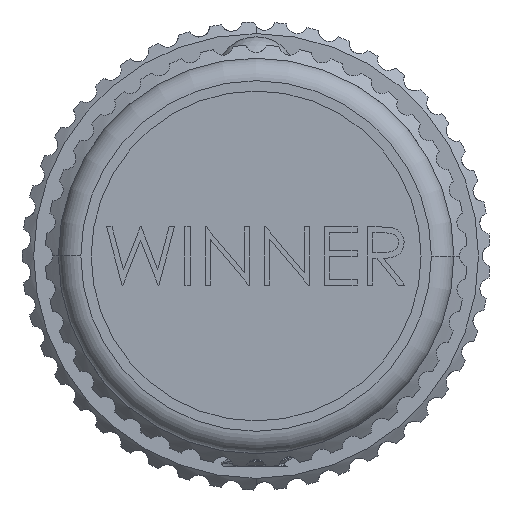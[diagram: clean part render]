
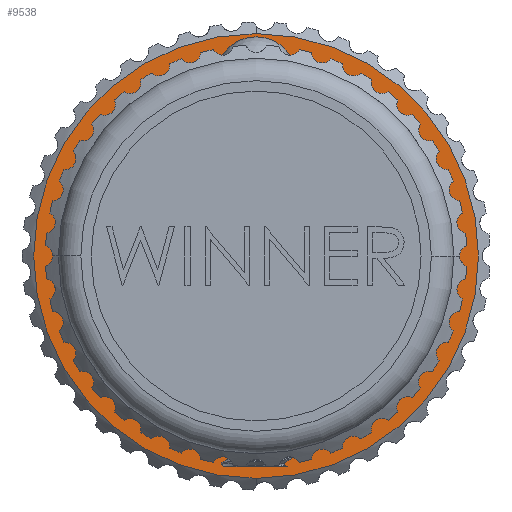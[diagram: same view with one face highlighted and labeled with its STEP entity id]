
A CAD part, left-side view. The second image highlights one B-rep face of the part: STEP entity #9538.
In plain terms, the highlighted planar face has unit normal (-1, 0, 0).
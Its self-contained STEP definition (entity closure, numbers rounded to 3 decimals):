
#300 = FACE_BOUND ( 'NONE', #25084, .T. ) ;
#660 = CIRCLE ( 'NONE', #23815, 15.3 ) ;
#717 = DIRECTION ( 'NONE',  ( -1., 0., 0. ) ) ;
#731 = EDGE_CURVE ( 'NONE', #20800, #996, #660, .T. ) ;
#996 = VERTEX_POINT ( 'NONE', #25984 ) ;
#2306 = DIRECTION ( 'NONE',  ( 0., 0., -1. ) ) ;
#2610 = ORIENTED_EDGE ( 'NONE', *, *, #5425, .T. ) ;
#5317 = CARTESIAN_POINT ( 'NONE',  ( -7.52, 0., 15.3 ) ) ;
#5425 = EDGE_CURVE ( 'NONE', #26754, #31214, #31952, .T. ) ;
#5789 = EDGE_CURVE ( 'NONE', #31214, #26754, #28205, .T. ) ;
#6397 = DIRECTION ( 'NONE',  ( 0., 0., -1. ) ) ;
#7277 = EDGE_LOOP ( 'NONE', ( #19228, #23123 ) ) ;
#8542 = CIRCLE ( 'NONE', #29205, 15.3 ) ;
#8790 = AXIS2_PLACEMENT_3D ( 'NONE', #28787, #34180, #18461 ) ;
#9538 = ADVANCED_FACE ( 'NONE', ( #300, #13828 ), #10682, .T. ) ;
#10682 = PLANE ( 'NONE',  #30905 ) ;
#11315 = DIRECTION ( 'NONE',  ( 1., 0., 0. ) ) ;
#13828 = FACE_OUTER_BOUND ( 'NONE', #7277, .T. ) ;
#14260 = CARTESIAN_POINT ( 'NONE',  ( -7.52, 0., 0. ) ) ;
#17429 = CARTESIAN_POINT ( 'NONE',  ( -7.52, 0., -7.536 ) ) ;
#18461 = DIRECTION ( 'NONE',  ( 0., 0., 1. ) ) ;
#18581 = CARTESIAN_POINT ( 'NONE',  ( -7.52, 0., 0. ) ) ;
#18959 = DIRECTION ( 'NONE',  ( -1., 0., 0. ) ) ;
#19228 = ORIENTED_EDGE ( 'NONE', *, *, #731, .T. ) ;
#19833 = DIRECTION ( 'NONE',  ( -1., 0., 0. ) ) ;
#20800 = VERTEX_POINT ( 'NONE', #5317 ) ;
#22278 = DIRECTION ( 'NONE',  ( 0., 0., -1. ) ) ;
#22560 = AXIS2_PLACEMENT_3D ( 'NONE', #14260, #11315, #24718 ) ;
#23123 = ORIENTED_EDGE ( 'NONE', *, *, #34561, .T. ) ;
#23815 = AXIS2_PLACEMENT_3D ( 'NONE', #24639, #717, #22278 ) ;
#24639 = CARTESIAN_POINT ( 'NONE',  ( -7.52, 0., 0. ) ) ;
#24718 = DIRECTION ( 'NONE',  ( 0., 0., 1. ) ) ;
#25084 = EDGE_LOOP ( 'NONE', ( #30019, #2610 ) ) ;
#25984 = CARTESIAN_POINT ( 'NONE',  ( -7.52, 0., -15.3 ) ) ;
#26476 = CARTESIAN_POINT ( 'NONE',  ( -7.52, 0., 7.536 ) ) ;
#26754 = VERTEX_POINT ( 'NONE', #26476 ) ;
#27612 = CARTESIAN_POINT ( 'NONE',  ( -7.52, 0., 0. ) ) ;
#28205 = CIRCLE ( 'NONE', #22560, 7.536 ) ;
#28787 = CARTESIAN_POINT ( 'NONE',  ( -7.52, 0., 0. ) ) ;
#29205 = AXIS2_PLACEMENT_3D ( 'NONE', #27612, #19833, #6397 ) ;
#30019 = ORIENTED_EDGE ( 'NONE', *, *, #5789, .T. ) ;
#30905 = AXIS2_PLACEMENT_3D ( 'NONE', #18581, #18959, #2306 ) ;
#31214 = VERTEX_POINT ( 'NONE', #17429 ) ;
#31952 = CIRCLE ( 'NONE', #8790, 7.536 ) ;
#34180 = DIRECTION ( 'NONE',  ( 1., 0., 0. ) ) ;
#34561 = EDGE_CURVE ( 'NONE', #996, #20800, #8542, .T. ) ;
